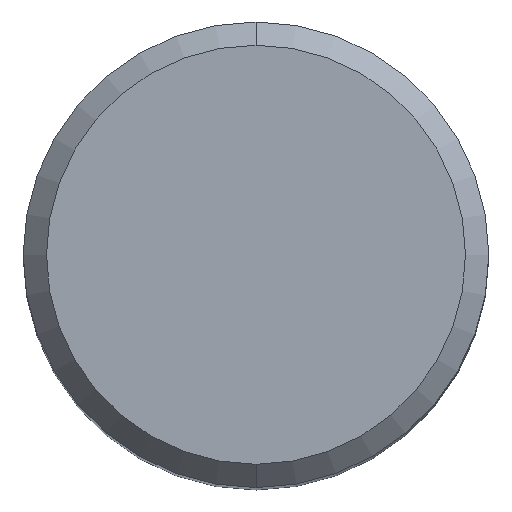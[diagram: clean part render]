
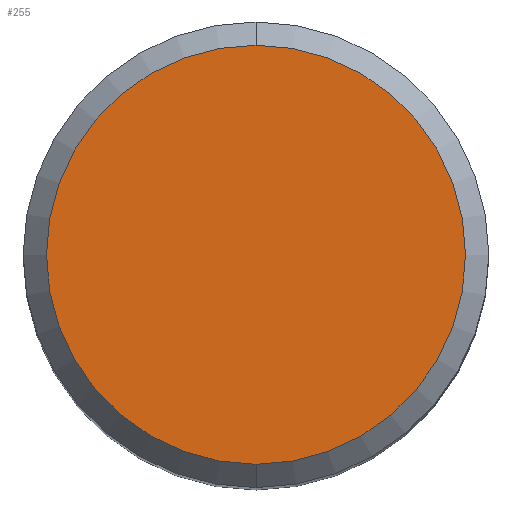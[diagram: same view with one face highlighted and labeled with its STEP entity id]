
A CAD part, top view. The second image highlights one B-rep face of the part: STEP entity #255.
In plain terms, the highlighted planar face has unit normal (0, 0, 1).
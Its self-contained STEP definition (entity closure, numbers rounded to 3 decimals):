
#255=ADVANCED_FACE('',(#616),#617,.T.);
#325=EDGE_CURVE('',#367,#405,#692,.T.);
#367=VERTEX_POINT('',#740);
#405=VERTEX_POINT('',#786);
#469=EDGE_CURVE('',#405,#367,#856,.T.);
#616=FACE_OUTER_BOUND('',#1050,.T.);
#617=PLANE('',#1051);
#692=CIRCLE('',#1208,4.5);
#740=CARTESIAN_POINT('',(0.0,4.5,0.0));
#786=CARTESIAN_POINT('',(0.,-4.5,0.0));
#856=CIRCLE('',#1528,4.5);
#1050=EDGE_LOOP('',(#1758,#1759));
#1051=AXIS2_PLACEMENT_3D('',#1760,#1761,#1762);
#1208=AXIS2_PLACEMENT_3D('',#1830,#1831,#1832);
#1528=AXIS2_PLACEMENT_3D('',#2036,#2037,#2038);
#1758=ORIENTED_EDGE('',*,*,#325,.F.);
#1759=ORIENTED_EDGE('',*,*,#469,.F.);
#1760=CARTESIAN_POINT('',(0.0,2.25,0.0));
#1761=DIRECTION('',(-0.0,0.0,1.0));
#1762=DIRECTION('',(0.0,-1.0,0.0));
#1830=CARTESIAN_POINT('',(0.0,0.0,0.0));
#1831=DIRECTION('',(0.0,0.0,-1.0));
#1832=DIRECTION('',(0.0,1.0,0.0));
#2036=CARTESIAN_POINT('',(0.0,0.0,0.0));
#2037=DIRECTION('',(0.0,0.0,-1.0));
#2038=DIRECTION('',(0.0,1.0,0.0));
